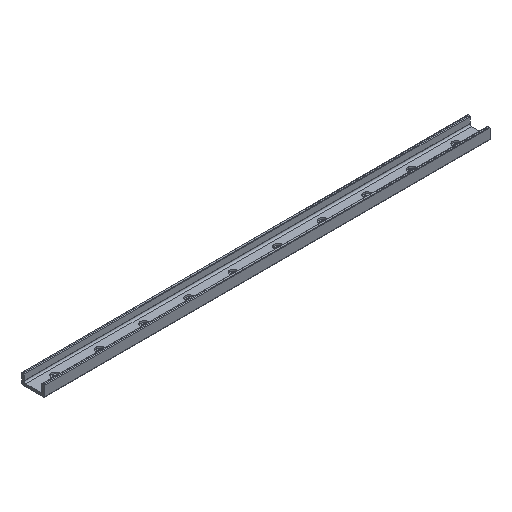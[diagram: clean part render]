
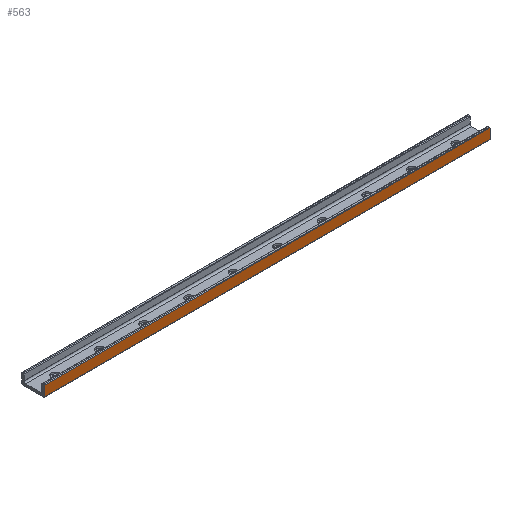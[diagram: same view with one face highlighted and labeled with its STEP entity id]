
A CAD part, isometric view. The second image highlights one B-rep face of the part: STEP entity #563.
In plain terms, the highlighted planar face has unit normal (0, -1, 0).
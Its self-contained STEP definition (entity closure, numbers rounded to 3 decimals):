
#21 = EDGE_CURVE ( 'NONE', #1166, #782, #1503, .T. ) ;
#82 = CARTESIAN_POINT ( 'NONE',  ( 800., -20.005, -8.879 ) ) ;
#110 = CARTESIAN_POINT ( 'NONE',  ( 0., -20.005, 8.879 ) ) ;
#162 = ORIENTED_EDGE ( 'NONE', *, *, #1836, .F. ) ;
#165 = CARTESIAN_POINT ( 'NONE',  ( 0., -20.005, 8.879 ) ) ;
#238 = VERTEX_POINT ( 'NONE', #165 ) ;
#351 = VECTOR ( 'NONE', #595, 1000. ) ;
#370 = EDGE_LOOP ( 'NONE', ( #987, #2286, #714, #162 ) ) ;
#415 = CARTESIAN_POINT ( 'NONE',  ( 800., -20.005, 8.879 ) ) ;
#530 = DIRECTION ( 'NONE',  ( 0., 1., 0. ) ) ;
#563 = ADVANCED_FACE ( 'NONE', ( #885 ), #1607, .F. ) ;
#595 = DIRECTION ( 'NONE',  ( 0., 0., 1. ) ) ;
#626 = DIRECTION ( 'NONE',  ( 0., 0., -1. ) ) ;
#698 = VERTEX_POINT ( 'NONE', #905 ) ;
#714 = ORIENTED_EDGE ( 'NONE', *, *, #2084, .T. ) ;
#782 = VERTEX_POINT ( 'NONE', #2074 ) ;
#885 = FACE_OUTER_BOUND ( 'NONE', #370, .T. ) ;
#905 = CARTESIAN_POINT ( 'NONE',  ( 0., -20.005, -8.879 ) ) ;
#921 = VECTOR ( 'NONE', #1024, 1000. ) ;
#977 = LINE ( 'NONE', #110, #1789 ) ;
#987 = ORIENTED_EDGE ( 'NONE', *, *, #21, .T. ) ;
#1024 = DIRECTION ( 'NONE',  ( 1., 0., 0. ) ) ;
#1099 = LINE ( 'NONE', #1439, #2198 ) ;
#1139 = AXIS2_PLACEMENT_3D ( 'NONE', #2327, #530, #1379 ) ;
#1166 = VERTEX_POINT ( 'NONE', #82 ) ;
#1379 = DIRECTION ( 'NONE',  ( 0., 0., 1. ) ) ;
#1391 = LINE ( 'NONE', #2290, #921 ) ;
#1439 = CARTESIAN_POINT ( 'NONE',  ( 1520., -20.005, -8.879 ) ) ;
#1488 = DIRECTION ( 'NONE',  ( -1., 0., 0. ) ) ;
#1503 = LINE ( 'NONE', #415, #351 ) ;
#1607 = PLANE ( 'NONE',  #1139 ) ;
#1756 = EDGE_CURVE ( 'NONE', #238, #782, #1391, .T. ) ;
#1789 = VECTOR ( 'NONE', #626, 1000. ) ;
#1836 = EDGE_CURVE ( 'NONE', #1166, #698, #1099, .T. ) ;
#2074 = CARTESIAN_POINT ( 'NONE',  ( 800., -20.005, 8.879 ) ) ;
#2084 = EDGE_CURVE ( 'NONE', #238, #698, #977, .T. ) ;
#2198 = VECTOR ( 'NONE', #1488, 1000. ) ;
#2286 = ORIENTED_EDGE ( 'NONE', *, *, #1756, .F. ) ;
#2290 = CARTESIAN_POINT ( 'NONE',  ( 1520., -20.005, 8.879 ) ) ;
#2327 = CARTESIAN_POINT ( 'NONE',  ( 1520., -20.005, 8.879 ) ) ;
